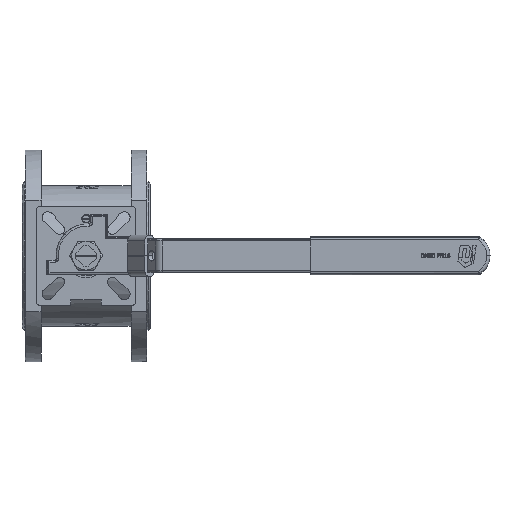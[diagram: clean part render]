
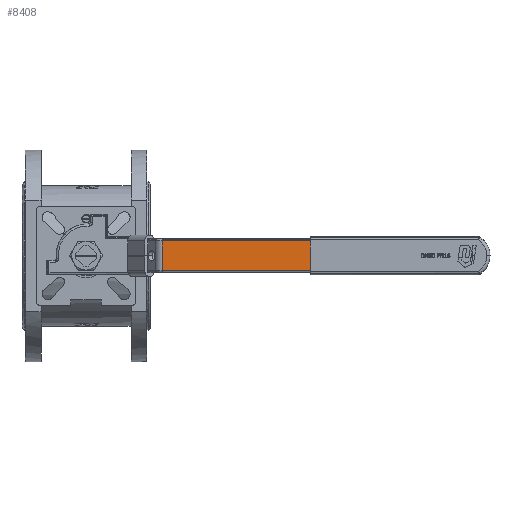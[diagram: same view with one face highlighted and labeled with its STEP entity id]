
A CAD part, top view. The second image highlights one B-rep face of the part: STEP entity #8408.
In plain terms, the highlighted planar face has unit normal (0, 0, 1).
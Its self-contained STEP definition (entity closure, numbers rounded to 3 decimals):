
#8094=CARTESIAN_POINT('',(378.234,-0.,162.5));
#8095=VERTEX_POINT('',#8094);
#8176=CARTESIAN_POINT('',(373.301,14.,162.5));
#8177=VERTEX_POINT('',#8176);
#8185=CARTESIAN_POINT('',(373.301,14.,162.5));
#8186=CARTESIAN_POINT('',(373.696,13.509,162.5));
#8187=CARTESIAN_POINT('',(374.07,13.001,162.5));
#8188=CARTESIAN_POINT('',(374.423,12.478,162.5));
#8189=CARTESIAN_POINT('',(374.775,11.955,162.5));
#8190=CARTESIAN_POINT('',(375.105,11.417,162.5));
#8191=CARTESIAN_POINT('',(375.412,10.866,162.5));
#8192=CARTESIAN_POINT('',(375.719,10.316,162.5));
#8193=CARTESIAN_POINT('',(376.002,9.752,162.5));
#8194=CARTESIAN_POINT('',(376.261,9.177,162.5));
#8195=CARTESIAN_POINT('',(376.52,8.602,162.5));
#8196=CARTESIAN_POINT('',(376.755,8.016,162.5));
#8197=CARTESIAN_POINT('',(376.964,7.422,162.5));
#8198=CARTESIAN_POINT('',(377.174,6.827,162.5));
#8199=CARTESIAN_POINT('',(377.358,6.224,162.5));
#8200=CARTESIAN_POINT('',(377.517,5.613,162.5));
#8201=CARTESIAN_POINT('',(377.675,5.003,162.5));
#8202=CARTESIAN_POINT('',(377.808,4.386,162.5));
#8203=CARTESIAN_POINT('',(377.914,3.765,162.5));
#8204=CARTESIAN_POINT('',(378.02,3.143,162.5));
#8205=CARTESIAN_POINT('',(378.1,2.517,162.5));
#8206=CARTESIAN_POINT('',(378.154,1.889,162.5));
#8207=CARTESIAN_POINT('',(378.207,1.261,162.5));
#8208=CARTESIAN_POINT('',(378.234,0.63,162.5));
#8209=CARTESIAN_POINT('',(378.234,0.,162.5));
#8210=CARTESIAN_POINT('',(378.234,-0.63,162.5));
#8211=CARTESIAN_POINT('',(378.207,-1.261,162.5));
#8212=CARTESIAN_POINT('',(378.154,-1.889,162.5));
#8213=CARTESIAN_POINT('',(378.1,-2.517,162.5));
#8214=CARTESIAN_POINT('',(378.02,-3.143,162.5));
#8215=CARTESIAN_POINT('',(377.914,-3.765,162.5));
#8216=CARTESIAN_POINT('',(377.808,-4.386,162.5));
#8217=CARTESIAN_POINT('',(377.675,-5.003,162.5));
#8218=CARTESIAN_POINT('',(377.517,-5.613,162.5));
#8219=CARTESIAN_POINT('',(377.358,-6.224,162.5));
#8220=CARTESIAN_POINT('',(377.174,-6.827,162.5));
#8221=CARTESIAN_POINT('',(376.964,-7.422,162.5));
#8222=CARTESIAN_POINT('',(376.755,-8.016,162.5));
#8223=CARTESIAN_POINT('',(376.52,-8.602,162.5));
#8224=CARTESIAN_POINT('',(376.261,-9.177,162.5));
#8225=CARTESIAN_POINT('',(376.002,-9.752,162.5));
#8226=CARTESIAN_POINT('',(375.719,-10.316,162.5));
#8227=CARTESIAN_POINT('',(375.412,-10.866,162.5));
#8228=CARTESIAN_POINT('',(375.105,-11.417,162.5));
#8229=CARTESIAN_POINT('',(374.775,-11.955,162.5));
#8230=CARTESIAN_POINT('',(374.423,-12.478,162.5));
#8231=CARTESIAN_POINT('',(374.07,-13.001,162.5));
#8232=CARTESIAN_POINT('',(373.696,-13.509,162.5));
#8233=CARTESIAN_POINT('',(373.301,-14.,162.5));
#8234=B_SPLINE_CURVE_WITH_KNOTS('',3,(#8185,#8186,#8187,#8188,#8189,#8190,#8191,#8192,#8193,#8194,#8195,#8196,#8197,#8198,#8199,#8200,#8201,#8202,#8203,#8204,#8205,#8206,#8207,#8208,#8209,#8210,
#8211,#8212,#8213,#8214,#8215,#8216,#8217,#8218,#8219,#8220,#8221,#8222,#8223,#8224,#8225,#8226,#8227,#8228,#8229,#8230,#8231,#8232,#8233),.UNSPECIFIED.,.F.,.F.,(4,3,3,3,3,3,3,3,3,3,3,3,3,3,3,3,4),(321.181,326.033,330.886,335.738,340.59,345.443,350.295,355.148,360.,364.852,369.705,374.557,379.41,384.262,389.114,393.967,398.819),.UNSPECIFIED.);
#8235=EDGE_CURVE('',#8177,#8095,#8234,.T.);
#8285=CARTESIAN_POINT('',(373.301,-14.,162.5));
#8286=VERTEX_POINT('',#8285);
#8294=CARTESIAN_POINT('',(72.079,-14.,162.5));
#8295=VERTEX_POINT('',#8294);
#8296=CARTESIAN_POINT('',(373.301,-14.,162.5));
#8297=DIRECTION('',(-1.,0.,0.));
#8298=VECTOR('',#8297,301.222);
#8299=LINE('',#8296,#8298);
#8300=EDGE_CURVE('',#8286,#8295,#8299,.T.);
#8333=CARTESIAN_POINT('',(72.079,0.,162.5));
#8334=DIRECTION('',(0.,0.,1.));
#8335=DIRECTION('',(1.,-0.,-0.));
#8336=AXIS2_PLACEMENT_3D('',#8333,#8334,#8335);
#8337=PLANE('',#8336);
#8338=CARTESIAN_POINT('',(373.301,14.,162.5));
#8339=CARTESIAN_POINT('',(373.696,13.509,162.5));
#8340=CARTESIAN_POINT('',(374.07,13.001,162.5));
#8341=CARTESIAN_POINT('',(374.423,12.478,162.5));
#8342=CARTESIAN_POINT('',(374.775,11.955,162.5));
#8343=CARTESIAN_POINT('',(375.105,11.417,162.5));
#8344=CARTESIAN_POINT('',(375.412,10.866,162.5));
#8345=CARTESIAN_POINT('',(375.719,10.316,162.5));
#8346=CARTESIAN_POINT('',(376.002,9.752,162.5));
#8347=CARTESIAN_POINT('',(376.261,9.177,162.5));
#8348=CARTESIAN_POINT('',(376.52,8.602,162.5));
#8349=CARTESIAN_POINT('',(376.755,8.016,162.5));
#8350=CARTESIAN_POINT('',(376.964,7.422,162.5));
#8351=CARTESIAN_POINT('',(377.174,6.827,162.5));
#8352=CARTESIAN_POINT('',(377.358,6.224,162.5));
#8353=CARTESIAN_POINT('',(377.517,5.613,162.5));
#8354=CARTESIAN_POINT('',(377.675,5.003,162.5));
#8355=CARTESIAN_POINT('',(377.808,4.386,162.5));
#8356=CARTESIAN_POINT('',(377.914,3.765,162.5));
#8357=CARTESIAN_POINT('',(378.02,3.143,162.5));
#8358=CARTESIAN_POINT('',(378.1,2.517,162.5));
#8359=CARTESIAN_POINT('',(378.154,1.889,162.5));
#8360=CARTESIAN_POINT('',(378.207,1.261,162.5));
#8361=CARTESIAN_POINT('',(378.234,0.63,162.5));
#8362=CARTESIAN_POINT('',(378.234,0.,162.5));
#8363=CARTESIAN_POINT('',(378.234,-0.63,162.5));
#8364=CARTESIAN_POINT('',(378.207,-1.261,162.5));
#8365=CARTESIAN_POINT('',(378.154,-1.889,162.5));
#8366=CARTESIAN_POINT('',(378.1,-2.517,162.5));
#8367=CARTESIAN_POINT('',(378.02,-3.143,162.5));
#8368=CARTESIAN_POINT('',(377.914,-3.765,162.5));
#8369=CARTESIAN_POINT('',(377.808,-4.386,162.5));
#8370=CARTESIAN_POINT('',(377.675,-5.003,162.5));
#8371=CARTESIAN_POINT('',(377.517,-5.613,162.5));
#8372=CARTESIAN_POINT('',(377.358,-6.224,162.5));
#8373=CARTESIAN_POINT('',(377.174,-6.827,162.5));
#8374=CARTESIAN_POINT('',(376.964,-7.422,162.5));
#8375=CARTESIAN_POINT('',(376.755,-8.016,162.5));
#8376=CARTESIAN_POINT('',(376.52,-8.602,162.5));
#8377=CARTESIAN_POINT('',(376.261,-9.177,162.5));
#8378=CARTESIAN_POINT('',(376.002,-9.752,162.5));
#8379=CARTESIAN_POINT('',(375.719,-10.316,162.5));
#8380=CARTESIAN_POINT('',(375.412,-10.866,162.5));
#8381=CARTESIAN_POINT('',(375.105,-11.417,162.5));
#8382=CARTESIAN_POINT('',(374.775,-11.955,162.5));
#8383=CARTESIAN_POINT('',(374.423,-12.478,162.5));
#8384=CARTESIAN_POINT('',(374.07,-13.001,162.5));
#8385=CARTESIAN_POINT('',(373.696,-13.509,162.5));
#8386=CARTESIAN_POINT('',(373.301,-14.,162.5));
#8387=B_SPLINE_CURVE_WITH_KNOTS('',3,(#8338,#8339,#8340,#8341,#8342,#8343,#8344,#8345,#8346,#8347,#8348,#8349,#8350,#8351,#8352,#8353,#8354,#8355,#8356,#8357,#8358,#8359,#8360,#8361,#8362,#8363,
#8364,#8365,#8366,#8367,#8368,#8369,#8370,#8371,#8372,#8373,#8374,#8375,#8376,#8377,#8378,#8379,#8380,#8381,#8382,#8383,#8384,#8385,#8386),.UNSPECIFIED.,.F.,.F.,(4,3,3,3,3,3,3,3,3,3,3,3,3,3,3,3,4),(321.181,326.033,330.886,335.738,340.59,345.443,350.295,355.148,360.,364.852,369.705,374.557,379.41,384.262,389.114,393.967,398.819),.UNSPECIFIED.);
#8388=EDGE_CURVE('',#8095,#8286,#8387,.T.);
#8389=ORIENTED_EDGE('',*,*,#8388,.F.);
#8390=ORIENTED_EDGE('',*,*,#8235,.F.);
#8391=CARTESIAN_POINT('',(72.079,14.,162.5));
#8392=VERTEX_POINT('',#8391);
#8393=CARTESIAN_POINT('',(72.079,14.,162.5));
#8394=DIRECTION('',(1.,-0.,-0.));
#8395=VECTOR('',#8394,301.222);
#8396=LINE('',#8393,#8395);
#8397=EDGE_CURVE('',#8392,#8177,#8396,.T.);
#8398=ORIENTED_EDGE('',*,*,#8397,.F.);
#8399=CARTESIAN_POINT('',(72.079,-14.,162.5));
#8400=DIRECTION('',(0.,1.,-0.));
#8401=VECTOR('',#8400,28.);
#8402=LINE('',#8399,#8401);
#8403=EDGE_CURVE('',#8295,#8392,#8402,.T.);
#8404=ORIENTED_EDGE('',*,*,#8403,.F.);
#8405=ORIENTED_EDGE('',*,*,#8300,.F.);
#8406=EDGE_LOOP('',(#8389,#8390,#8398,#8404,#8405));
#8407=FACE_BOUND('',#8406,.T.);
#8408=ADVANCED_FACE('',(#8407),#8337,.T.);
